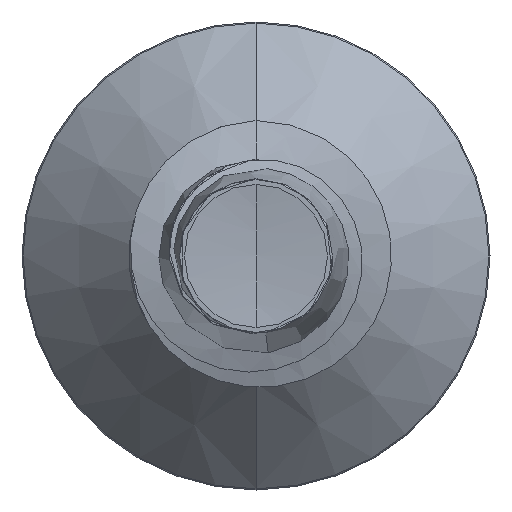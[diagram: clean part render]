
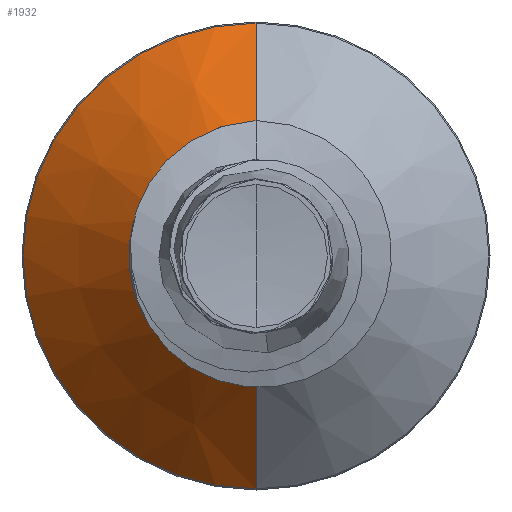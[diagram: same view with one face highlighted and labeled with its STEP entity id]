
A CAD part, front view. The second image highlights one B-rep face of the part: STEP entity #1932.
In plain terms, the highlighted conical face has half-angle 45 degrees and reference radius 1.034 mm.
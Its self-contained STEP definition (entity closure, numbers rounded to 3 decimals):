
#204 = VECTOR ( 'NONE', #1365, 1000. ) ;
#249 = CARTESIAN_POINT ( 'NONE',  ( 0., 1.034, -1.034 ) ) ;
#412 = DIRECTION ( 'NONE',  ( 0., 0., 1. ) ) ;
#805 = LINE ( 'NONE', #4073, #204 ) ;
#982 = FACE_OUTER_BOUND ( 'NONE', #3393, .T. ) ;
#1106 = AXIS2_PLACEMENT_3D ( 'NONE', #3127, #6980, #3665 ) ;
#1173 = VERTEX_POINT ( 'NONE', #4720 ) ;
#1365 = DIRECTION ( 'NONE',  ( 0., 0.707, 0.707 ) ) ;
#1383 = VERTEX_POINT ( 'NONE', #3989 ) ;
#1471 = VERTEX_POINT ( 'NONE', #6222 ) ;
#1521 = ORIENTED_EDGE ( 'NONE', *, *, #5741, .F. ) ;
#1932 = ADVANCED_FACE ( 'NONE', ( #982 ), #2272, .T. ) ;
#1971 = EDGE_CURVE ( 'NONE', #6830, #1471, #5151, .T. ) ;
#2070 = EDGE_CURVE ( 'NONE', #1471, #1383, #805, .T. ) ;
#2080 = DIRECTION ( 'NONE',  ( 0., 1., 0. ) ) ;
#2102 = CARTESIAN_POINT ( 'NONE',  ( 0., 1.034, 0. ) ) ;
#2272 = CONICAL_SURFACE ( 'NONE', #5366, 1.034, 0.785 ) ;
#2522 = CARTESIAN_POINT ( 'NONE',  ( 0., 1.034, -1.034 ) ) ;
#2661 = DIRECTION ( 'NONE',  ( 0., 0., 1. ) ) ;
#3127 = CARTESIAN_POINT ( 'NONE',  ( 0., 1.89, 0. ) ) ;
#3393 = EDGE_LOOP ( 'NONE', ( #3592, #5305, #5778, #1521 ) ) ;
#3592 = ORIENTED_EDGE ( 'NONE', *, *, #5365, .F. ) ;
#3665 = DIRECTION ( 'NONE',  ( 0., 0., 1. ) ) ;
#3842 = VECTOR ( 'NONE', #4077, 1000. ) ;
#3989 = CARTESIAN_POINT ( 'NONE',  ( 0., 1.89, 1.89 ) ) ;
#4009 = LINE ( 'NONE', #249, #3842 ) ;
#4073 = CARTESIAN_POINT ( 'NONE',  ( 0., 1.034, 1.034 ) ) ;
#4077 = DIRECTION ( 'NONE',  ( 0., 0.707, -0.707 ) ) ;
#4234 = CARTESIAN_POINT ( 'NONE',  ( 0., 1.034, 0. ) ) ;
#4720 = CARTESIAN_POINT ( 'NONE',  ( 0., 1.89, -1.89 ) ) ;
#5151 = CIRCLE ( 'NONE', #6118, 1.034 ) ;
#5305 = ORIENTED_EDGE ( 'NONE', *, *, #1971, .T. ) ;
#5365 = EDGE_CURVE ( 'NONE', #6830, #1173, #4009, .T. ) ;
#5366 = AXIS2_PLACEMENT_3D ( 'NONE', #4234, #2080, #412 ) ;
#5741 = EDGE_CURVE ( 'NONE', #1173, #1383, #6258, .T. ) ;
#5778 = ORIENTED_EDGE ( 'NONE', *, *, #2070, .T. ) ;
#5942 = DIRECTION ( 'NONE',  ( 0., 1., 0. ) ) ;
#6118 = AXIS2_PLACEMENT_3D ( 'NONE', #2102, #5942, #2661 ) ;
#6222 = CARTESIAN_POINT ( 'NONE',  ( 0., 1.034, 1.034 ) ) ;
#6258 = CIRCLE ( 'NONE', #1106, 1.89 ) ;
#6830 = VERTEX_POINT ( 'NONE', #2522 ) ;
#6980 = DIRECTION ( 'NONE',  ( 0., 1., 0. ) ) ;
